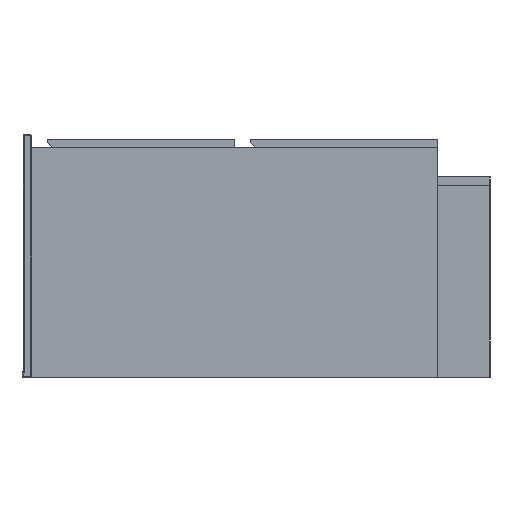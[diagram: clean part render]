
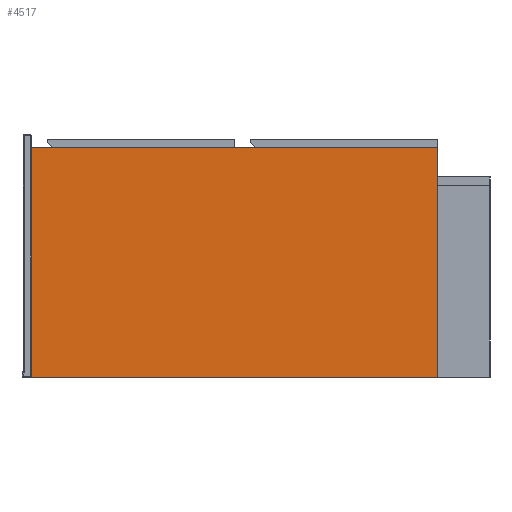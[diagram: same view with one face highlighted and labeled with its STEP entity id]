
A CAD part, left-side view. The second image highlights one B-rep face of the part: STEP entity #4517.
In plain terms, the highlighted planar face has unit normal (-1, 0, 0).
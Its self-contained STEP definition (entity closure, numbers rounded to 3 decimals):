
#37 = ORIENTED_EDGE ( 'NONE', *, *, #2783, .F. ) ;
#276 = CARTESIAN_POINT ( 'NONE',  ( -744., 390., 0. ) ) ;
#303 = CARTESIAN_POINT ( 'NONE',  ( -744., -390., 0. ) ) ;
#455 = LINE ( 'NONE', #1376, #860 ) ;
#860 = VECTOR ( 'NONE', #1950, 1000. ) ;
#1376 = CARTESIAN_POINT ( 'NONE',  ( -744., -390., 440. ) ) ;
#1402 = DIRECTION ( 'NONE',  ( 0., 0., -1. ) ) ;
#1683 = CARTESIAN_POINT ( 'NONE',  ( -744., -390., 440. ) ) ;
#1684 = ORIENTED_EDGE ( 'NONE', *, *, #2458, .T. ) ;
#1737 = DIRECTION ( 'NONE',  ( 0., 0., -1. ) ) ;
#1939 = EDGE_LOOP ( 'NONE', ( #6652, #37, #4549, #1684 ) ) ;
#1950 = DIRECTION ( 'NONE',  ( 0., 0., -1. ) ) ;
#2214 = VECTOR ( 'NONE', #3906, 1000. ) ;
#2266 = DIRECTION ( 'NONE',  ( 1., 0., 0. ) ) ;
#2370 = CARTESIAN_POINT ( 'NONE',  ( -744., 390., 440. ) ) ;
#2458 = EDGE_CURVE ( 'NONE', #4667, #5989, #2503, .T. ) ;
#2503 = LINE ( 'NONE', #2370, #6810 ) ;
#2783 = EDGE_CURVE ( 'NONE', #5816, #3700, #455, .T. ) ;
#2885 = DIRECTION ( 'NONE',  ( 0., -1., 0. ) ) ;
#2921 = LINE ( 'NONE', #3357, #6231 ) ;
#3309 = FACE_OUTER_BOUND ( 'NONE', #1939, .T. ) ;
#3357 = CARTESIAN_POINT ( 'NONE',  ( -744., -390., 440. ) ) ;
#3641 = EDGE_CURVE ( 'NONE', #4667, #5816, #2921, .T. ) ;
#3700 = VERTEX_POINT ( 'NONE', #303 ) ;
#3906 = DIRECTION ( 'NONE',  ( 0., -1., 0. ) ) ;
#3942 = CARTESIAN_POINT ( 'NONE',  ( -744., -390., 0. ) ) ;
#4428 = LINE ( 'NONE', #3942, #2214 ) ;
#4517 = ADVANCED_FACE ( 'NONE', ( #3309 ), #5519, .F. ) ;
#4549 = ORIENTED_EDGE ( 'NONE', *, *, #3641, .F. ) ;
#4667 = VERTEX_POINT ( 'NONE', #6154 ) ;
#5519 = PLANE ( 'NONE',  #6561 ) ;
#5816 = VERTEX_POINT ( 'NONE', #1683 ) ;
#5989 = VERTEX_POINT ( 'NONE', #276 ) ;
#6154 = CARTESIAN_POINT ( 'NONE',  ( -744., 390., 440. ) ) ;
#6223 = EDGE_CURVE ( 'NONE', #5989, #3700, #4428, .T. ) ;
#6231 = VECTOR ( 'NONE', #2885, 1000. ) ;
#6561 = AXIS2_PLACEMENT_3D ( 'NONE', #6668, #2266, #1737 ) ;
#6652 = ORIENTED_EDGE ( 'NONE', *, *, #6223, .T. ) ;
#6668 = CARTESIAN_POINT ( 'NONE',  ( -744., -390., 440. ) ) ;
#6810 = VECTOR ( 'NONE', #1402, 1000. ) ;
